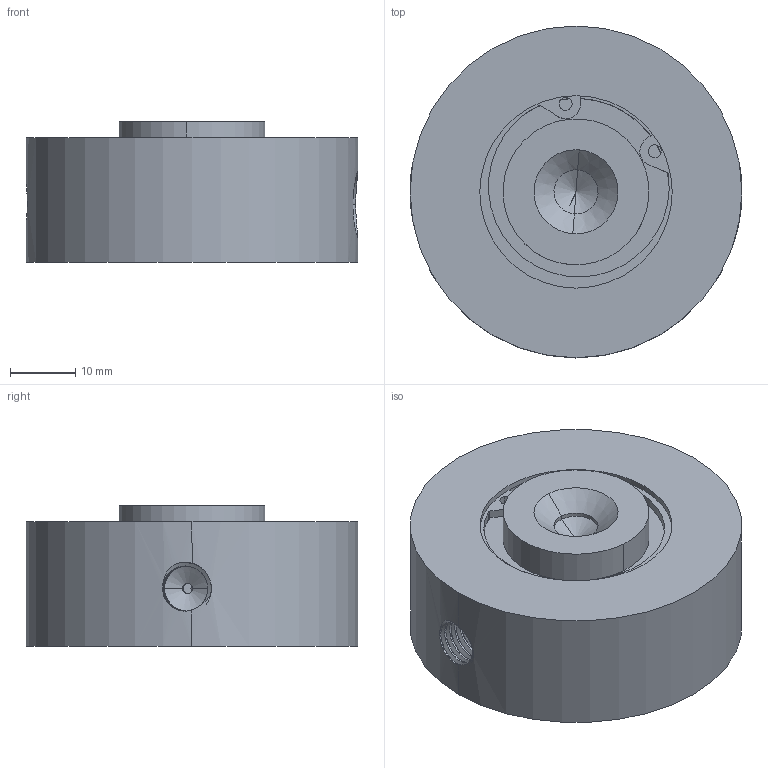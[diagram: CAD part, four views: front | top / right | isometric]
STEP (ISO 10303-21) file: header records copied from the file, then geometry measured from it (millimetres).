
FILE_DESCRIPTION (( 'STEP AP203' ), '1' );
FILE_NAME ('FP-1K-ASSEMBLY.STEP', '2022-05-24T18:22:54', ( '' ), ( '' ), 'SwSTEP 2.0', 'SolidWorks 2018', '' );
FILE_SCHEMA (( 'CONFIG_CONTROL_DESIGN' ));
Length unit declared in the file: inch
Products named in the file (4): FP-1K-ASSEMBLY; FP-1K BODY; FP-1K-puck; 99142A480_BLACK-FINISH STEEL INTERNAL RETAINING RING-1K_99142A480
Assembly tree (3 placements, depth 2):
  FP-1K-ASSEMBLY
    FP-1K BODY
    FP-1K-puck
    99142A480_BLACK-FINISH STEEL INTERNAL RETAINING RING-1K_99142A480
Bounding box: 50.8 x 50.8 x 21.51 mm (x, y, z)
Volume: 36321.8 mm3; surface area: 11877 mm2
Topology: 3 solids, 3 shells, 86 faces, 215 edges, 137 vertices
Faces by surface type: cylinder 53, plane 18, cone 10, bspline 5
Entity records: 6405 total; most frequent: CARTESIAN_POINT 4014, ORIENTED_EDGE 426, DIRECTION 404, EDGE_CURVE 213, AXIS2_PLACEMENT_3D 164, VERTEX_POINT 137, EDGE_LOOP 98, ADVANCED_FACE 86
